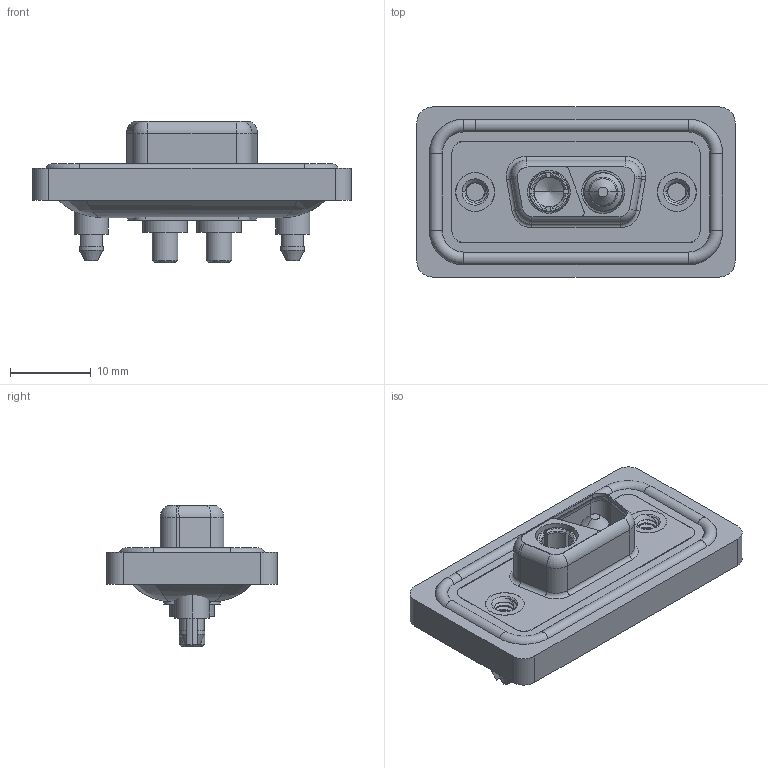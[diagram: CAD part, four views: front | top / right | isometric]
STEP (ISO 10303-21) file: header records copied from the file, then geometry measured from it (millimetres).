
FILE_DESCRIPTION (( 'STEP AP203' ), '1' );
FILE_NAME ('628W2WK2224-3N5.STEP', '2024-03-22T12:56:16', ( '' ), ( '' ), 'SwSTEP 2.0', 'SolidWorks 2023', '' );
FILE_SCHEMA (( 'CONFIG_CONTROL_DESIGN' ));
Length unit declared in the file: millimetre
Products named in the file (8): 628Combo Housing_2WK2; Power Socket_30A S; 628Combo Waterproof Housing_09 Contacts; 628Combo Shell Front_09 Contacts; 628W2WK2224-3N5; 628Combo Shell Rear_09 Contacts; Power Pin_30A S; 628Combo Threaded Boardlock_5
Assembly tree (8 placements, depth 2):
  628W2WK2224-3N5
    628Combo Housing_2WK2
    628Combo Waterproof Housing_09 Contacts
    628Combo Shell Front_09 Contacts
    628Combo Shell Rear_09 Contacts
    628Combo Threaded Boardlock_5  x2
    Power Socket_30A S
    Power Pin_30A S
Bounding box: 39.5 x 21.1 x 17.55 mm (x, y, z)
Volume: 4750.9 mm3; surface area: 7685.9 mm2
Topology: 11 solids, 11 shells, 550 faces, 1362 edges, 855 vertices
Faces by surface type: cylinder 263, plane 160, torus 77, cone 38, bspline 12
Entity records: 17535 total; most frequent: CARTESIAN_POINT 4971, DIRECTION 2553, ORIENTED_EDGE 2406, EDGE_CURVE 1203, AXIS2_PLACEMENT_3D 1018, VERTEX_POINT 760, EDGE_LOOP 539, CIRCLE 524
